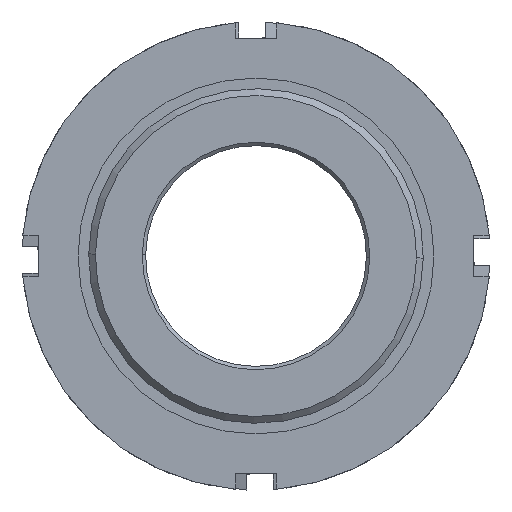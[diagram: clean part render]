
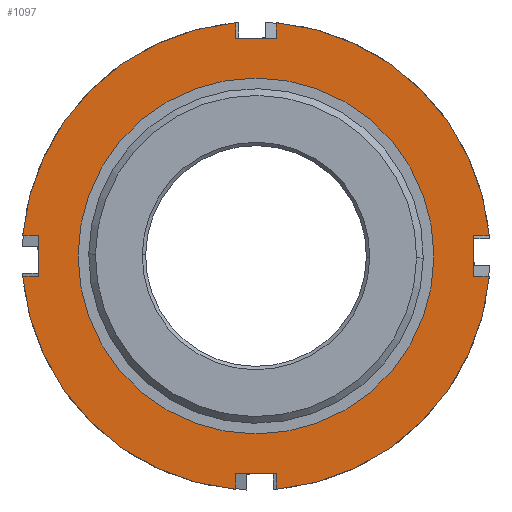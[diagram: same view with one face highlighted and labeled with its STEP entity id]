
A CAD part, front view. The second image highlights one B-rep face of the part: STEP entity #1097.
In plain terms, the highlighted planar face has unit normal (0, -1, 0).
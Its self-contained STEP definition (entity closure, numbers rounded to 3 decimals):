
#17 = ORIENTED_EDGE ( 'NONE', *, *, #293, .F. ) ;
#45 = DIRECTION ( 'NONE',  ( 0., 1., 0. ) ) ;
#48 = VECTOR ( 'NONE', #766, 1000. ) ;
#50 = ORIENTED_EDGE ( 'NONE', *, *, #1042, .F. ) ;
#62 = CARTESIAN_POINT ( 'NONE',  ( 26.6, -23.269, 0. ) ) ;
#64 = DIRECTION ( 'NONE',  ( 0., 1., 0. ) ) ;
#96 = CARTESIAN_POINT ( 'NONE',  ( 0., -23.269, -32.5 ) ) ;
#103 = VERTEX_POINT ( 'NONE', #3169 ) ;
#151 = CARTESIAN_POINT ( 'NONE',  ( 0., -23.269, 0. ) ) ;
#157 = VECTOR ( 'NONE', #396, 1000. ) ;
#164 = DIRECTION ( 'NONE',  ( -1., 0., 0. ) ) ;
#171 = AXIS2_PLACEMENT_3D ( 'NONE', #1817, #64, #2141 ) ;
#183 = CARTESIAN_POINT ( 'NONE',  ( -32.5, -23.269, 3. ) ) ;
#267 = VERTEX_POINT ( 'NONE', #2729 ) ;
#287 = CARTESIAN_POINT ( 'NONE',  ( -32.5, -23.269, 0. ) ) ;
#293 = EDGE_CURVE ( 'NONE', #267, #1994, #2543, .T. ) ;
#306 = CARTESIAN_POINT ( 'NONE',  ( 3., -23.269, 32.5 ) ) ;
#357 = VERTEX_POINT ( 'NONE', #977 ) ;
#396 = DIRECTION ( 'NONE',  ( 1., 0., 0. ) ) ;
#403 = CARTESIAN_POINT ( 'NONE',  ( -3., -23.269, 32.5 ) ) ;
#459 = EDGE_CURVE ( 'NONE', #2689, #2280, #2779, .T. ) ;
#475 = CIRCLE ( 'NONE', #2726, 35. ) ;
#517 = DIRECTION ( 'NONE',  ( 0., 1., 0. ) ) ;
#560 = LINE ( 'NONE', #3690, #2696 ) ;
#577 = AXIS2_PLACEMENT_3D ( 'NONE', #2275, #517, #2325 ) ;
#611 = EDGE_CURVE ( 'NONE', #1615, #357, #3731, .T. ) ;
#660 = EDGE_CURVE ( 'NONE', #1202, #103, #1108, .T. ) ;
#663 = DIRECTION ( 'NONE',  ( -1., 0., 0. ) ) ;
#678 = VERTEX_POINT ( 'NONE', #2470 ) ;
#691 = PLANE ( 'NONE',  #980 ) ;
#693 = CARTESIAN_POINT ( 'NONE',  ( 26.6, -23.269, -3. ) ) ;
#695 = DIRECTION ( 'NONE',  ( 1., 0., 0. ) ) ;
#742 = VECTOR ( 'NONE', #695, 1000. ) ;
#766 = DIRECTION ( 'NONE',  ( 0., 0., -1. ) ) ;
#929 = VECTOR ( 'NONE', #3498, 1000. ) ;
#931 = CARTESIAN_POINT ( 'NONE',  ( -34.871, -23.269, -3. ) ) ;
#938 = CARTESIAN_POINT ( 'NONE',  ( 32.5, -23.269, -3. ) ) ;
#940 = DIRECTION ( 'NONE',  ( 0., 1., 0. ) ) ;
#977 = CARTESIAN_POINT ( 'NONE',  ( 34.871, -23.269, -3. ) ) ;
#980 = AXIS2_PLACEMENT_3D ( 'NONE', #3302, #1573, #3314 ) ;
#1006 = DIRECTION ( 'NONE',  ( -1., 0., 0. ) ) ;
#1025 = CARTESIAN_POINT ( 'NONE',  ( 34.871, -23.269, 3. ) ) ;
#1042 = EDGE_CURVE ( 'NONE', #2929, #1615, #3549, .T. ) ;
#1065 = VERTEX_POINT ( 'NONE', #931 ) ;
#1071 = CARTESIAN_POINT ( 'NONE',  ( 3., -23.269, 0. ) ) ;
#1072 = ORIENTED_EDGE ( 'NONE', *, *, #611, .F. ) ;
#1084 = ORIENTED_EDGE ( 'NONE', *, *, #1715, .T. ) ;
#1097 = ADVANCED_FACE ( 'NONE', ( #3681, #2812 ), #691, .F. ) ;
#1108 = LINE ( 'NONE', #2720, #1301 ) ;
#1171 = DIRECTION ( 'NONE',  ( 0., 0., 1. ) ) ;
#1202 = VERTEX_POINT ( 'NONE', #183 ) ;
#1209 = VERTEX_POINT ( 'NONE', #1025 ) ;
#1242 = DIRECTION ( 'NONE',  ( 0., 1., 0. ) ) ;
#1301 = VECTOR ( 'NONE', #164, 1000. ) ;
#1353 = CARTESIAN_POINT ( 'NONE',  ( -32.5, -23.269, -3. ) ) ;
#1407 = AXIS2_PLACEMENT_3D ( 'NONE', #2448, #940, #1844 ) ;
#1477 = DIRECTION ( 'NONE',  ( 0., 0., -1. ) ) ;
#1512 = CIRCLE ( 'NONE', #577, 35. ) ;
#1520 = DIRECTION ( 'NONE',  ( -1., 0., 0. ) ) ;
#1531 = CARTESIAN_POINT ( 'NONE',  ( 0., -23.269, 0. ) ) ;
#1563 = CARTESIAN_POINT ( 'NONE',  ( -3., -23.269, 0. ) ) ;
#1573 = DIRECTION ( 'NONE',  ( 0., 1., 0. ) ) ;
#1609 = LINE ( 'NONE', #3790, #3117 ) ;
#1615 = VERTEX_POINT ( 'NONE', #938 ) ;
#1621 = ORIENTED_EDGE ( 'NONE', *, *, #1654, .F. ) ;
#1646 = LINE ( 'NONE', #3037, #2936 ) ;
#1654 = EDGE_CURVE ( 'NONE', #103, #3011, #475, .T. ) ;
#1674 = ORIENTED_EDGE ( 'NONE', *, *, #2343, .T. ) ;
#1681 = ORIENTED_EDGE ( 'NONE', *, *, #2154, .F. ) ;
#1715 = EDGE_CURVE ( 'NONE', #2929, #1209, #2946, .T. ) ;
#1736 = EDGE_LOOP ( 'NONE', ( #3419, #2781, #2851, #3350, #2527, #17, #2185, #2518, #1072, #50, #1084, #2372, #1681, #3694, #1674, #1621 ) ) ;
#1779 = AXIS2_PLACEMENT_3D ( 'NONE', #151, #2590, #1006 ) ;
#1793 = CIRCLE ( 'NONE', #171, 26.6 ) ;
#1806 = LINE ( 'NONE', #287, #929 ) ;
#1811 = EDGE_LOOP ( 'NONE', ( #3673, #2802 ) ) ;
#1817 = CARTESIAN_POINT ( 'NONE',  ( 0., -23.269, 0. ) ) ;
#1844 = DIRECTION ( 'NONE',  ( -1., 0., 0. ) ) ;
#1894 = VERTEX_POINT ( 'NONE', #2847 ) ;
#1900 = VECTOR ( 'NONE', #1477, 1000. ) ;
#1902 = AXIS2_PLACEMENT_3D ( 'NONE', #1531, #45, #1520 ) ;
#1909 = EDGE_CURVE ( 'NONE', #267, #3606, #2391, .T. ) ;
#1942 = CARTESIAN_POINT ( 'NONE',  ( -3., -23.269, 34.871 ) ) ;
#1988 = EDGE_CURVE ( 'NONE', #678, #1065, #1512, .T. ) ;
#1994 = VERTEX_POINT ( 'NONE', #3162 ) ;
#2092 = CIRCLE ( 'NONE', #1902, 26.6 ) ;
#2129 = CARTESIAN_POINT ( 'NONE',  ( 3., -23.269, 34.871 ) ) ;
#2141 = DIRECTION ( 'NONE',  ( -1., 0., 0. ) ) ;
#2154 = EDGE_CURVE ( 'NONE', #2280, #3213, #1609, .T. ) ;
#2185 = ORIENTED_EDGE ( 'NONE', *, *, #1909, .T. ) ;
#2275 = CARTESIAN_POINT ( 'NONE',  ( 0., -23.269, 0. ) ) ;
#2280 = VERTEX_POINT ( 'NONE', #306 ) ;
#2325 = DIRECTION ( 'NONE',  ( -1., 0., 0. ) ) ;
#2343 = EDGE_CURVE ( 'NONE', #2689, #3011, #2523, .T. ) ;
#2351 = CIRCLE ( 'NONE', #1779, 35. ) ;
#2372 = ORIENTED_EDGE ( 'NONE', *, *, #2717, .F. ) ;
#2391 = LINE ( 'NONE', #1071, #48 ) ;
#2396 = EDGE_CURVE ( 'NONE', #1894, #3170, #1793, .T. ) ;
#2448 = CARTESIAN_POINT ( 'NONE',  ( 0., -23.269, 0. ) ) ;
#2470 = CARTESIAN_POINT ( 'NONE',  ( -3., -23.269, -34.871 ) ) ;
#2518 = ORIENTED_EDGE ( 'NONE', *, *, #3305, .F. ) ;
#2523 = LINE ( 'NONE', #1563, #3253 ) ;
#2527 = ORIENTED_EDGE ( 'NONE', *, *, #3024, .F. ) ;
#2543 = LINE ( 'NONE', #96, #2996 ) ;
#2583 = CARTESIAN_POINT ( 'NONE',  ( 0., -23.269, 32.5 ) ) ;
#2590 = DIRECTION ( 'NONE',  ( 0., 1., 0. ) ) ;
#2593 = VECTOR ( 'NONE', #3654, 1000. ) ;
#2689 = VERTEX_POINT ( 'NONE', #403 ) ;
#2696 = VECTOR ( 'NONE', #3443, 1000. ) ;
#2697 = EDGE_CURVE ( 'NONE', #3740, #1065, #1646, .T. ) ;
#2717 = EDGE_CURVE ( 'NONE', #3213, #1209, #3387, .T. ) ;
#2720 = CARTESIAN_POINT ( 'NONE',  ( 26.6, -23.269, 3. ) ) ;
#2726 = AXIS2_PLACEMENT_3D ( 'NONE', #3564, #1242, #3308 ) ;
#2729 = CARTESIAN_POINT ( 'NONE',  ( 3., -23.269, -32.5 ) ) ;
#2779 = LINE ( 'NONE', #2583, #2593 ) ;
#2781 = ORIENTED_EDGE ( 'NONE', *, *, #3422, .F. ) ;
#2802 = ORIENTED_EDGE ( 'NONE', *, *, #3437, .T. ) ;
#2812 = FACE_OUTER_BOUND ( 'NONE', #1736, .T. ) ;
#2828 = CARTESIAN_POINT ( 'NONE',  ( 3., -23.269, -34.871 ) ) ;
#2847 = CARTESIAN_POINT ( 'NONE',  ( -26.6, -23.269, 0. ) ) ;
#2849 = CARTESIAN_POINT ( 'NONE',  ( 32.5, -23.269, 3. ) ) ;
#2851 = ORIENTED_EDGE ( 'NONE', *, *, #2697, .T. ) ;
#2929 = VERTEX_POINT ( 'NONE', #2849 ) ;
#2936 = VECTOR ( 'NONE', #663, 1000. ) ;
#2946 = LINE ( 'NONE', #3369, #742 ) ;
#2996 = VECTOR ( 'NONE', #3631, 1000. ) ;
#3011 = VERTEX_POINT ( 'NONE', #1942 ) ;
#3024 = EDGE_CURVE ( 'NONE', #1994, #678, #560, .T. ) ;
#3037 = CARTESIAN_POINT ( 'NONE',  ( 26.6, -23.269, -3. ) ) ;
#3117 = VECTOR ( 'NONE', #1171, 1000. ) ;
#3162 = CARTESIAN_POINT ( 'NONE',  ( -3., -23.269, -32.5 ) ) ;
#3169 = CARTESIAN_POINT ( 'NONE',  ( -34.871, -23.269, 3. ) ) ;
#3170 = VERTEX_POINT ( 'NONE', #62 ) ;
#3213 = VERTEX_POINT ( 'NONE', #2129 ) ;
#3253 = VECTOR ( 'NONE', #3575, 1000. ) ;
#3278 = CARTESIAN_POINT ( 'NONE',  ( 32.5, -23.269, 0. ) ) ;
#3302 = CARTESIAN_POINT ( 'NONE',  ( 26.6, -23.269, 0. ) ) ;
#3305 = EDGE_CURVE ( 'NONE', #357, #3606, #2351, .T. ) ;
#3308 = DIRECTION ( 'NONE',  ( -1., 0., 0. ) ) ;
#3314 = DIRECTION ( 'NONE',  ( -1., 0., 0. ) ) ;
#3350 = ORIENTED_EDGE ( 'NONE', *, *, #1988, .F. ) ;
#3369 = CARTESIAN_POINT ( 'NONE',  ( 26.6, -23.269, 3. ) ) ;
#3387 = CIRCLE ( 'NONE', #1407, 35. ) ;
#3419 = ORIENTED_EDGE ( 'NONE', *, *, #660, .F. ) ;
#3422 = EDGE_CURVE ( 'NONE', #3740, #1202, #1806, .T. ) ;
#3437 = EDGE_CURVE ( 'NONE', #3170, #1894, #2092, .T. ) ;
#3443 = DIRECTION ( 'NONE',  ( 0., 0., -1. ) ) ;
#3498 = DIRECTION ( 'NONE',  ( 0., 0., 1. ) ) ;
#3549 = LINE ( 'NONE', #3278, #1900 ) ;
#3564 = CARTESIAN_POINT ( 'NONE',  ( 0., -23.269, 0. ) ) ;
#3575 = DIRECTION ( 'NONE',  ( 0., 0., 1. ) ) ;
#3606 = VERTEX_POINT ( 'NONE', #2828 ) ;
#3631 = DIRECTION ( 'NONE',  ( -1., 0., 0. ) ) ;
#3654 = DIRECTION ( 'NONE',  ( 1., 0., 0. ) ) ;
#3673 = ORIENTED_EDGE ( 'NONE', *, *, #2396, .T. ) ;
#3681 = FACE_BOUND ( 'NONE', #1811, .T. ) ;
#3690 = CARTESIAN_POINT ( 'NONE',  ( -3., -23.269, 0. ) ) ;
#3694 = ORIENTED_EDGE ( 'NONE', *, *, #459, .F. ) ;
#3731 = LINE ( 'NONE', #693, #157 ) ;
#3740 = VERTEX_POINT ( 'NONE', #1353 ) ;
#3790 = CARTESIAN_POINT ( 'NONE',  ( 3., -23.269, 0. ) ) ;
